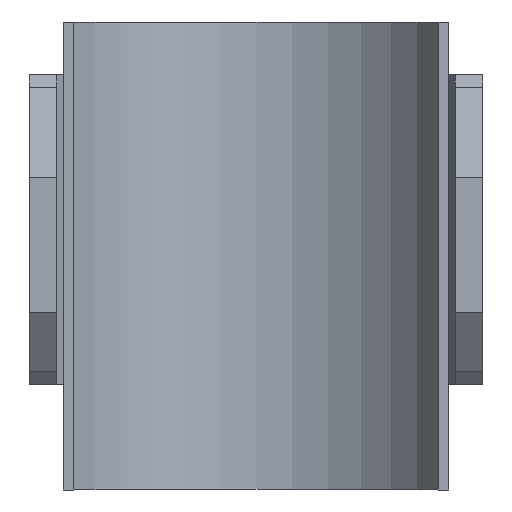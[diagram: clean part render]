
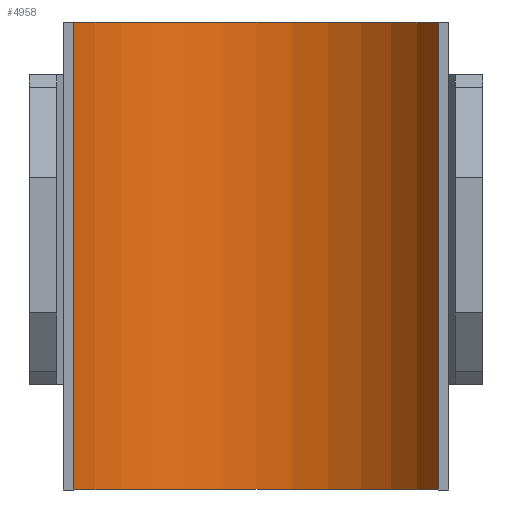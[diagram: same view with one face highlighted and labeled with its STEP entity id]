
A CAD part, front view. The second image highlights one B-rep face of the part: STEP entity #4958.
In plain terms, the highlighted cylindrical face has radius 15.5 mm (diameter 31 mm), a partial arc.
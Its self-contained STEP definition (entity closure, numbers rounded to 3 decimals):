
#316 = CARTESIAN_POINT ( 'NONE',  ( 0., -15.5, 17. ) ) ;
#585 = LINE ( 'NONE', #9618, #5216 ) ;
#628 = AXIS2_PLACEMENT_3D ( 'NONE', #316, #4734, #1890 ) ;
#931 = AXIS2_PLACEMENT_3D ( 'NONE', #9268, #5598, #6732 ) ;
#1492 = DIRECTION ( 'NONE',  ( 0., 0., -1. ) ) ;
#1890 = DIRECTION ( 'NONE',  ( -1., 0., 0. ) ) ;
#2536 = CARTESIAN_POINT ( 'NONE',  ( 13.276, -7.5, 17. ) ) ;
#2743 = EDGE_CURVE ( 'NONE', #6549, #5109, #4720, .T. ) ;
#2841 = CYLINDRICAL_SURFACE ( 'NONE', #628, 15.5 ) ;
#2905 = CARTESIAN_POINT ( 'NONE',  ( -13.276, -7.5, 17. ) ) ;
#3284 = CARTESIAN_POINT ( 'NONE',  ( -13.276, -7.5, -17. ) ) ;
#3485 = EDGE_CURVE ( 'NONE', #7630, #11637, #3607, .T. ) ;
#3511 = LINE ( 'NONE', #3627, #10407 ) ;
#3536 = ORIENTED_EDGE ( 'NONE', *, *, #5963, .T. ) ;
#3607 = CIRCLE ( 'NONE', #931, 15.5 ) ;
#3627 = CARTESIAN_POINT ( 'NONE',  ( 13.276, -7.5, 17. ) ) ;
#3673 = EDGE_CURVE ( 'NONE', #5109, #11637, #3511, .T. ) ;
#4275 = ORIENTED_EDGE ( 'NONE', *, *, #3485, .T. ) ;
#4720 = CIRCLE ( 'NONE', #7758, 15.5 ) ;
#4734 = DIRECTION ( 'NONE',  ( 0., 0., -1. ) ) ;
#4958 = ADVANCED_FACE ( 'NONE', ( #10014 ), #2841, .F. ) ;
#5109 = VERTEX_POINT ( 'NONE', #2536 ) ;
#5216 = VECTOR ( 'NONE', #1492, 1000. ) ;
#5442 = ORIENTED_EDGE ( 'NONE', *, *, #2743, .F. ) ;
#5598 = DIRECTION ( 'NONE',  ( 0., 0., -1. ) ) ;
#5686 = DIRECTION ( 'NONE',  ( 1., 0., 0. ) ) ;
#5769 = CARTESIAN_POINT ( 'NONE',  ( 13.276, -7.5, -17. ) ) ;
#5963 = EDGE_CURVE ( 'NONE', #6549, #7630, #585, .T. ) ;
#6261 = DIRECTION ( 'NONE',  ( 0., 0., -1. ) ) ;
#6549 = VERTEX_POINT ( 'NONE', #2905 ) ;
#6732 = DIRECTION ( 'NONE',  ( 1., 0., 0. ) ) ;
#7630 = VERTEX_POINT ( 'NONE', #3284 ) ;
#7758 = AXIS2_PLACEMENT_3D ( 'NONE', #10827, #9948, #5686 ) ;
#9268 = CARTESIAN_POINT ( 'NONE',  ( 0., -15.5, -17. ) ) ;
#9618 = CARTESIAN_POINT ( 'NONE',  ( -13.276, -7.5, 17. ) ) ;
#9875 = ORIENTED_EDGE ( 'NONE', *, *, #3673, .F. ) ;
#9948 = DIRECTION ( 'NONE',  ( 0., 0., -1. ) ) ;
#10014 = FACE_OUTER_BOUND ( 'NONE', #11357, .T. ) ;
#10407 = VECTOR ( 'NONE', #6261, 1000. ) ;
#10827 = CARTESIAN_POINT ( 'NONE',  ( 0., -15.5, 17. ) ) ;
#11357 = EDGE_LOOP ( 'NONE', ( #4275, #9875, #5442, #3536 ) ) ;
#11637 = VERTEX_POINT ( 'NONE', #5769 ) ;
